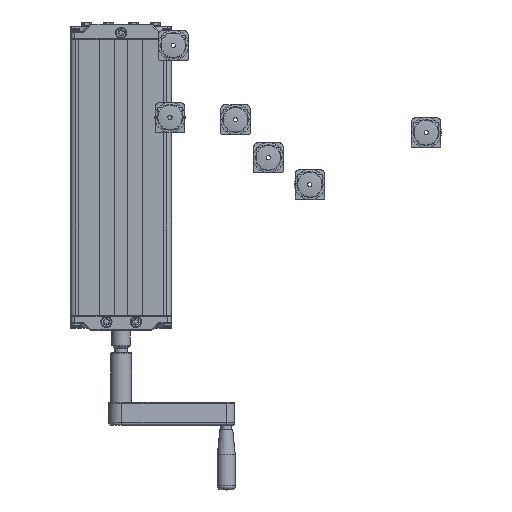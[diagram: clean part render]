
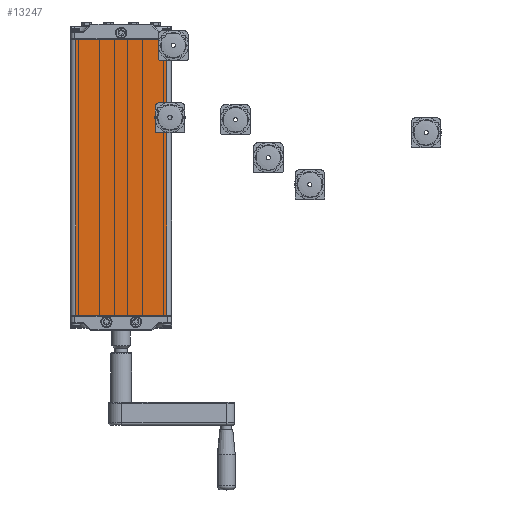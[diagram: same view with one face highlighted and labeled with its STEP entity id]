
A CAD part, top view. The second image highlights one B-rep face of the part: STEP entity #13247.
In plain terms, the highlighted planar face has unit normal (0, 0, 1).
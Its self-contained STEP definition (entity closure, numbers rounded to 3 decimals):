
#1985=FACE_OUTER_BOUND('',#2849,.T.);
#2849=EDGE_LOOP('',(#8939,#8940,#8941,#8942));
#3785=LINE('',#20818,#4767);
#3786=LINE('',#20820,#4768);
#3787=LINE('',#20822,#4769);
#3788=LINE('',#20823,#4770);
#4767=VECTOR('',#16332,327.5);
#4768=VECTOR('',#16333,108.);
#4769=VECTOR('',#16334,327.5);
#4770=VECTOR('',#16335,108.);
#5749=VERTEX_POINT('',#20816);
#5750=VERTEX_POINT('',#20817);
#5751=VERTEX_POINT('',#20819);
#5752=VERTEX_POINT('',#20821);
#6936=EDGE_CURVE('',#5749,#5750,#3785,.F.);
#6937=EDGE_CURVE('',#5750,#5751,#3786,.T.);
#6938=EDGE_CURVE('',#5751,#5752,#3787,.T.);
#6939=EDGE_CURVE('',#5752,#5749,#3788,.F.);
#8939=ORIENTED_EDGE('',*,*,#6936,.T.);
#8940=ORIENTED_EDGE('',*,*,#6937,.T.);
#8941=ORIENTED_EDGE('',*,*,#6938,.T.);
#8942=ORIENTED_EDGE('',*,*,#6939,.T.);
#12945=PLANE('',#14574);
#13247=ADVANCED_FACE('',(#1985),#12945,.T.);
#14574=AXIS2_PLACEMENT_3D('',#20815,#16330,#16331);
#16330=DIRECTION('center_axis',(0.,0.,1.));
#16331=DIRECTION('ref_axis',(1.,0.,0.));
#16332=DIRECTION('',(0.,-1.,0.));
#16333=DIRECTION('',(-1.,0.,0.));
#16334=DIRECTION('',(0.,-1.,0.));
#16335=DIRECTION('',(-1.,0.,0.));
#20815=CARTESIAN_POINT('Origin',(60.,328.5,30.));
#20816=CARTESIAN_POINT('',(54.,0.5,30.));
#20817=CARTESIAN_POINT('',(54.,328.,30.));
#20818=CARTESIAN_POINT('',(54.,328.,30.));
#20819=CARTESIAN_POINT('',(-54.,328.,30.));
#20820=CARTESIAN_POINT('',(54.,328.,30.));
#20821=CARTESIAN_POINT('',(-54.,0.5,30.));
#20822=CARTESIAN_POINT('',(-54.,328.,30.));
#20823=CARTESIAN_POINT('',(54.,0.5,30.));
